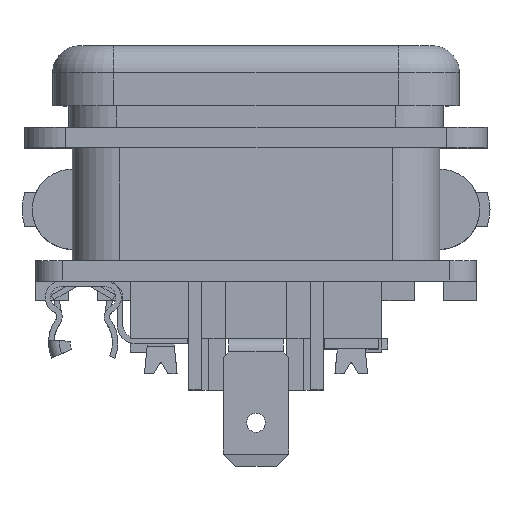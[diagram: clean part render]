
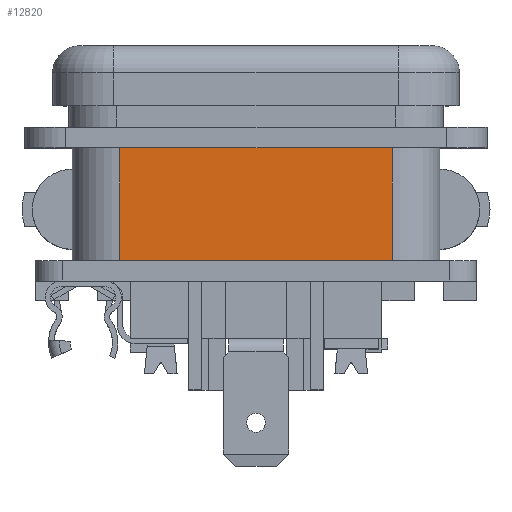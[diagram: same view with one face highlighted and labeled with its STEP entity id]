
A CAD part, top view. The second image highlights one B-rep face of the part: STEP entity #12820.
In plain terms, the highlighted planar face has unit normal (0, 0, 1).
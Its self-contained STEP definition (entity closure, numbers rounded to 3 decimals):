
#11921=CARTESIAN_POINT('',(-10.,4.5,22.15));
#11922=VERTEX_POINT('',#11921);
#11930=CARTESIAN_POINT('',(10.0,4.5,22.15));
#11931=VERTEX_POINT('',#11930);
#11932=CARTESIAN_POINT('',(10.0,4.5,22.15));
#11933=DIRECTION('',(-1.0,0.0,0.0));
#11934=VECTOR('',#11933,20.);
#11935=LINE('',#11932,#11934);
#11936=EDGE_CURVE('',#11931,#11922,#11935,.T.);
#12778=CARTESIAN_POINT('',(-10.,-3.8,22.15));
#12779=VERTEX_POINT('',#12778);
#12787=CARTESIAN_POINT('',(-10.,4.5,22.15));
#12788=DIRECTION('',(0.0,-1.0,0.0));
#12789=VECTOR('',#12788,8.3);
#12790=LINE('',#12787,#12789);
#12791=EDGE_CURVE('',#11922,#12779,#12790,.T.);
#12797=CARTESIAN_POINT('',(11.0,-4.215,22.15));
#12798=DIRECTION('',(0.0,0.0,-1.0));
#12799=DIRECTION('',(-1.0,0.0,0.0));
#12800=AXIS2_PLACEMENT_3D('',#12797,#12798,#12799);
#12801=PLANE('',#12800);
#12802=ORIENTED_EDGE('',*,*,#12791,.T.);
#12803=CARTESIAN_POINT('',(10.0,-3.8,22.15));
#12804=VERTEX_POINT('',#12803);
#12805=CARTESIAN_POINT('',(-10.,-3.8,22.15));
#12806=DIRECTION('',(1.0,0.0,0.0));
#12807=VECTOR('',#12806,20.);
#12808=LINE('',#12805,#12807);
#12809=EDGE_CURVE('',#12779,#12804,#12808,.T.);
#12810=ORIENTED_EDGE('',*,*,#12809,.T.);
#12811=CARTESIAN_POINT('',(10.0,4.5,22.15));
#12812=DIRECTION('',(0.0,-1.0,0.0));
#12813=VECTOR('',#12812,8.3);
#12814=LINE('',#12811,#12813);
#12815=EDGE_CURVE('',#11931,#12804,#12814,.T.);
#12816=ORIENTED_EDGE('',*,*,#12815,.F.);
#12817=ORIENTED_EDGE('',*,*,#11936,.T.);
#12818=EDGE_LOOP('',(#12802,#12810,#12816,#12817));
#12819=FACE_OUTER_BOUND('',#12818,.T.);
#12820=ADVANCED_FACE('',(#12819),#12801,.F.);
